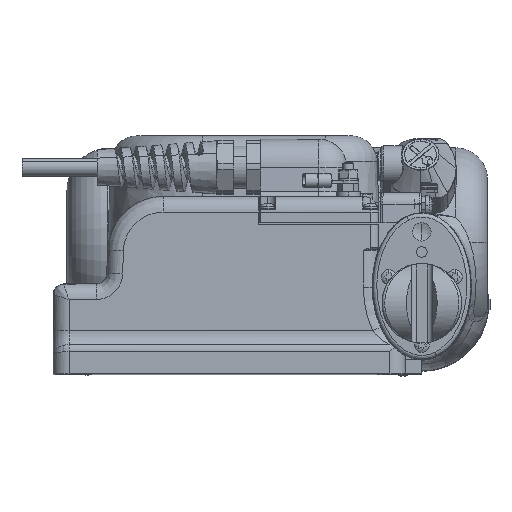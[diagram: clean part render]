
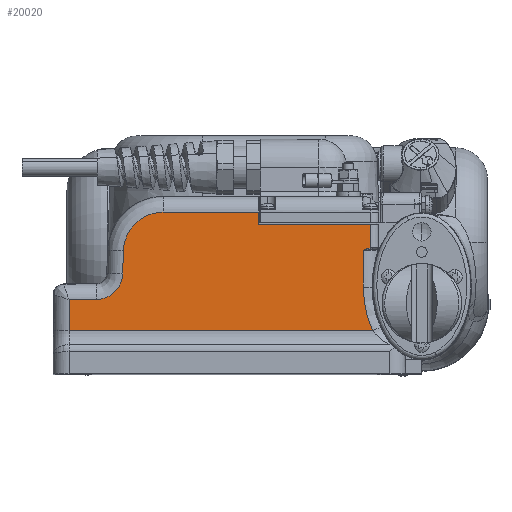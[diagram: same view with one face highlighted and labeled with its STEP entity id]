
A CAD part, top view. The second image highlights one B-rep face of the part: STEP entity #20020.
In plain terms, the highlighted planar face has unit normal (0, 0.009, 1).
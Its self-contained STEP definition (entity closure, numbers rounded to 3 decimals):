
#2936 = CARTESIAN_POINT ( 'NONE',  ( -95.086, 27.643, 157.505 ) ) ;
#2939 = DIRECTION ( 'NONE',  ( -1., 0., 0. ) ) ;
#3127 = CARTESIAN_POINT ( 'NONE',  ( -16.71, 23.591, 157.54 ) ) ;
#3154 = DIRECTION ( 'NONE',  ( 0., 1., -0.009 ) ) ;
#18563 = ORIENTED_EDGE ( 'NONE', *, *, #63440, .T. ) ;
#18606 = ORIENTED_EDGE ( 'NONE', *, *, #63513, .T. ) ;
#18630 = ORIENTED_EDGE ( 'NONE', *, *, #63588, .T. ) ;
#20020 = ADVANCED_FACE ( 'NONE', ( #60084 ), #48649, .T. ) ;
#26113 = B_SPLINE_CURVE_WITH_KNOTS ( 'NONE', 3,
 ( #39810, #39808, #39822, #39824, #39826, #39829, #39830, #39832, #39834, #39836, #39838, #39840 ),
 .UNSPECIFIED., .F., .F.,
 ( 4, 2, 2, 2, 2, 4 ),
 ( 0., 0.004, 0.008, 0.013, 0.015, 0.017 ),
 .UNSPECIFIED. ) ;
#26115 =( BOUNDED_CURVE ( )  B_SPLINE_CURVE ( 3, ( #39877, #39875, #39887, #39889 ),
 .UNSPECIFIED., .F., .F. ) 
 B_SPLINE_CURVE_WITH_KNOTS ( ( 4, 4 ),
 ( 4.747, 6.283 ),
 .UNSPECIFIED. ) 
 CURVE ( )  GEOMETRIC_REPRESENTATION_ITEM ( )  RATIONAL_B_SPLINE_CURVE ( ( 1., 0.813, 0.813, 1. ) ) 
 REPRESENTATION_ITEM ( '' )  );
#26123 =( BOUNDED_CURVE ( )  B_SPLINE_CURVE ( 3, ( #40068, #40065, #40132, #40134 ),
 .UNSPECIFIED., .F., .F. ) 
 B_SPLINE_CURVE_WITH_KNOTS ( ( 4, 4 ),
 ( 0., 1.536 ),
 .UNSPECIFIED. ) 
 CURVE ( )  GEOMETRIC_REPRESENTATION_ITEM ( )  RATIONAL_B_SPLINE_CURVE ( ( 1., 0.813, 0.813, 1. ) ) 
 REPRESENTATION_ITEM ( '' )  );
#26137 = B_SPLINE_CURVE_WITH_KNOTS ( 'NONE', 3,
 ( #40489, #40487, #40552, #40554, #40555, #40557 ),
 .UNSPECIFIED., .F., .F.,
 ( 4, 2, 4 ),
 ( 0., 0.002, 0.003 ),
 .UNSPECIFIED. ) ;
#27957 = ORIENTED_EDGE ( 'NONE', *, *, #63059, .T. ) ;
#27999 = ORIENTED_EDGE ( 'NONE', *, *, #36145, .T. ) ;
#28000 = ORIENTED_EDGE ( 'NONE', *, *, #63364, .F. ) ;
#28115 = ORIENTED_EDGE ( 'NONE', *, *, #63602, .T. ) ;
#28116 = ORIENTED_EDGE ( 'NONE', *, *, #63597, .T. ) ;
#30502 = VERTEX_POINT ( 'NONE', #35421 ) ;
#30556 = VERTEX_POINT ( 'NONE', #35446 ) ;
#30572 = VERTEX_POINT ( 'NONE', #35453 ) ;
#30585 = VERTEX_POINT ( 'NONE', #35459 ) ;
#30587 = VERTEX_POINT ( 'NONE', #35460 ) ;
#30589 = VERTEX_POINT ( 'NONE', #35461 ) ;
#30591 = VERTEX_POINT ( 'NONE', #35462 ) ;
#33500 = CARTESIAN_POINT ( 'NONE',  ( -19.619, 13.226, 157.63 ) ) ;
#35421 = CARTESIAN_POINT ( 'NONE',  ( -16.035, -17.145, 157.896 ) ) ;
#35446 = CARTESIAN_POINT ( 'NONE',  ( -59.21, 23.091, 157.544 ) ) ;
#35453 = CARTESIAN_POINT ( 'NONE',  ( -110.077, 13.167, 157.631 ) ) ;
#35459 = CARTESIAN_POINT ( 'NONE',  ( -110.387, 4.294, 157.708 ) ) ;
#35460 = CARTESIAN_POINT ( 'NONE',  ( -120.381, -5.357, 157.793 ) ) ;
#35461 = CARTESIAN_POINT ( 'NONE',  ( -130.636, -5.357, 157.793 ) ) ;
#35462 = CARTESIAN_POINT ( 'NONE',  ( -130.636, -17.145, 157.896 ) ) ;
#36145 = EDGE_CURVE ( 'NONE', #65794, #65772, #43694, .T. ) ;
#36201 = EDGE_CURVE ( 'NONE', #65781, #65778, #43855, .T. ) ;
#39492 = CARTESIAN_POINT ( 'NONE',  ( -59.21, 27.643, 157.505 ) ) ;
#39493 = DIRECTION ( 'NONE',  ( 0., -1., 0.009 ) ) ;
#39577 = CARTESIAN_POINT ( 'NONE',  ( -130.636, -17.145, 157.896 ) ) ;
#39578 = DIRECTION ( 'NONE',  ( 0., -1., 0.009 ) ) ;
#39808 = CARTESIAN_POINT ( 'NONE',  ( -16.624, -15.842, 157.884 ) ) ;
#39810 = CARTESIAN_POINT ( 'NONE',  ( -16.035, -17.145, 157.896 ) ) ;
#39822 = CARTESIAN_POINT ( 'NONE',  ( -17.125, -14.518, 157.873 ) ) ;
#39824 = CARTESIAN_POINT ( 'NONE',  ( -17.978, -11.832, 157.849 ) ) ;
#39826 = CARTESIAN_POINT ( 'NONE',  ( -18.329, -10.471, 157.837 ) ) ;
#39829 = CARTESIAN_POINT ( 'NONE',  ( -18.895, -7.713, 157.813 ) ) ;
#39830 = CARTESIAN_POINT ( 'NONE',  ( -19.11, -6.318, 157.801 ) ) ;
#39832 = CARTESIAN_POINT ( 'NONE',  ( -19.332, -4.199, 157.783 ) ) ;
#39834 = CARTESIAN_POINT ( 'NONE',  ( -19.389, -3.488, 157.776 ) ) ;
#39836 = CARTESIAN_POINT ( 'NONE',  ( -19.469, -2.065, 157.764 ) ) ;
#39838 = CARTESIAN_POINT ( 'NONE',  ( -19.492, -1.353, 157.758 ) ) ;
#39840 = CARTESIAN_POINT ( 'NONE',  ( -19.498, -0.641, 157.751 ) ) ;
#39875 = CARTESIAN_POINT ( 'NONE',  ( -110.586, -1.399, 157.758 ) ) ;
#39877 = CARTESIAN_POINT ( 'NONE',  ( -110.387, 4.294, 157.708 ) ) ;
#39887 = CARTESIAN_POINT ( 'NONE',  ( -114.684, -5.357, 157.793 ) ) ;
#39889 = CARTESIAN_POINT ( 'NONE',  ( -120.381, -5.357, 157.793 ) ) ;
#40065 = CARTESIAN_POINT ( 'NONE',  ( -103.632, 27.643, 157.505 ) ) ;
#40068 = CARTESIAN_POINT ( 'NONE',  ( -95.086, 27.643, 157.505 ) ) ;
#40132 = CARTESIAN_POINT ( 'NONE',  ( -109.779, 21.707, 157.556 ) ) ;
#40134 = CARTESIAN_POINT ( 'NONE',  ( -110.077, 13.167, 157.631 ) ) ;
#40458 = CARTESIAN_POINT ( 'NONE',  ( -132.636, -5.357, 157.793 ) ) ;
#40472 = DIRECTION ( 'NONE',  ( -1., 0., 0. ) ) ;
#40487 = CARTESIAN_POINT ( 'NONE',  ( -19.147, 13.427, 157.629 ) ) ;
#40489 = CARTESIAN_POINT ( 'NONE',  ( -19.619, 13.226, 157.63 ) ) ;
#40552 = CARTESIAN_POINT ( 'NONE',  ( -18.675, 13.629, 157.627 ) ) ;
#40554 = CARTESIAN_POINT ( 'NONE',  ( -17.711, 13.976, 157.624 ) ) ;
#40555 = CARTESIAN_POINT ( 'NONE',  ( -17.221, 14.122, 157.623 ) ) ;
#40557 = CARTESIAN_POINT ( 'NONE',  ( -16.71, 14.193, 157.622 ) ) ;
#40567 = CARTESIAN_POINT ( 'NONE',  ( -19.745, 27.591, 157.505 ) ) ;
#40570 = DIRECTION ( 'NONE',  ( -0.009, 1., -0.009 ) ) ;
#43694 = LINE ( 'NONE', #2936, #43704 ) ;
#43704 = VECTOR ( 'NONE', #2939, 1000. ) ;
#43855 = LINE ( 'NONE', #3127, #43862 ) ;
#43862 = VECTOR ( 'NONE', #3154, 1000. ) ;
#48626 = CARTESIAN_POINT ( 'NONE',  ( -136.636, -31.409, 158.02 ) ) ;
#48649 = PLANE ( 'NONE',  #61226 ) ;
#48652 = DIRECTION ( 'NONE',  ( 0., 0.009, 1. ) ) ;
#48654 = DIRECTION ( 'NONE',  ( 0., -1., 0.009 ) ) ;
#49927 = CARTESIAN_POINT ( 'NONE',  ( -95.086, 27.643, 157.505 ) ) ;
#49933 = CARTESIAN_POINT ( 'NONE',  ( -16.71, 23.091, 157.544 ) ) ;
#49935 = CARTESIAN_POINT ( 'NONE',  ( -16.71, 14.193, 157.622 ) ) ;
#49946 = CARTESIAN_POINT ( 'NONE',  ( -59.21, 27.643, 157.505 ) ) ;
#51204 = VERTEX_POINT ( 'NONE', #53522 ) ;
#51877 = ORIENTED_EDGE ( 'NONE', *, *, #36201, .T. ) ;
#51881 = ORIENTED_EDGE ( 'NONE', *, *, #63407, .T. ) ;
#53522 = CARTESIAN_POINT ( 'NONE',  ( -19.498, -0.641, 157.751 ) ) ;
#54552 = CARTESIAN_POINT ( 'NONE',  ( -136.636, 23.091, 157.544 ) ) ;
#54558 = DIRECTION ( 'NONE',  ( -1., 0., 0. ) ) ;
#54563 = CARTESIAN_POINT ( 'NONE',  ( -3.675, -17.145, 157.896 ) ) ;
#54564 = DIRECTION ( 'NONE',  ( 1., 0., 0. ) ) ;
#55085 = ORIENTED_EDGE ( 'NONE', *, *, #63066, .T. ) ;
#55234 = CARTESIAN_POINT ( 'NONE',  ( -110.389, 4.242, 157.709 ) ) ;
#55235 = DIRECTION ( 'NONE',  ( -0.035, -0.999, 0.009 ) ) ;
#58803 = EDGE_LOOP ( 'NONE', ( #27957, #28000, #27999, #18606, #68734, #68730, #18630, #51881, #55085, #18563, #28115, #28116, #51877 ) ) ;
#60084 = FACE_OUTER_BOUND ( 'NONE', #58803, .T. ) ;
#61226 = AXIS2_PLACEMENT_3D ( 'NONE', #48626, #48652, #48654 ) ;
#63059 = EDGE_CURVE ( 'NONE', #65778, #30556, #70151, .T. ) ;
#63066 = EDGE_CURVE ( 'NONE', #30591, #30502, #70157, .T. ) ;
#63269 = EDGE_CURVE ( 'NONE', #30572, #30585, #70294, .T. ) ;
#63364 = EDGE_CURVE ( 'NONE', #65794, #30556, #70359, .T. ) ;
#63407 = EDGE_CURVE ( 'NONE', #30589, #30591, #70388, .T. ) ;
#63440 = EDGE_CURVE ( 'NONE', #30502, #51204, #26113, .T. ) ;
#63453 = EDGE_CURVE ( 'NONE', #30585, #30587, #26115, .T. ) ;
#63513 = EDGE_CURVE ( 'NONE', #65772, #30572, #26123, .T. ) ;
#63588 = EDGE_CURVE ( 'NONE', #30587, #30589, #70513, .T. ) ;
#63597 = EDGE_CURVE ( 'NONE', #79865, #65781, #26137, .T. ) ;
#63602 = EDGE_CURVE ( 'NONE', #51204, #79865, #70528, .T. ) ;
#65772 = VERTEX_POINT ( 'NONE', #49927 ) ;
#65778 = VERTEX_POINT ( 'NONE', #49933 ) ;
#65781 = VERTEX_POINT ( 'NONE', #49935 ) ;
#65794 = VERTEX_POINT ( 'NONE', #49946 ) ;
#68730 = ORIENTED_EDGE ( 'NONE', *, *, #63453, .T. ) ;
#68734 = ORIENTED_EDGE ( 'NONE', *, *, #63269, .T. ) ;
#70151 = LINE ( 'NONE', #54552, #70154 ) ;
#70154 = VECTOR ( 'NONE', #54558, 1000. ) ;
#70157 = LINE ( 'NONE', #54563, #70160 ) ;
#70160 = VECTOR ( 'NONE', #54564, 1000. ) ;
#70294 = LINE ( 'NONE', #55234, #70295 ) ;
#70295 = VECTOR ( 'NONE', #55235, 1000. ) ;
#70359 = LINE ( 'NONE', #39492, #70362 ) ;
#70362 = VECTOR ( 'NONE', #39493, 1000. ) ;
#70388 = LINE ( 'NONE', #39577, #70391 ) ;
#70391 = VECTOR ( 'NONE', #39578, 1000. ) ;
#70513 = LINE ( 'NONE', #40458, #70523 ) ;
#70523 = VECTOR ( 'NONE', #40472, 1000. ) ;
#70528 = LINE ( 'NONE', #40567, #70531 ) ;
#70531 = VECTOR ( 'NONE', #40570, 1000. ) ;
#79865 = VERTEX_POINT ( 'NONE', #33500 ) ;
